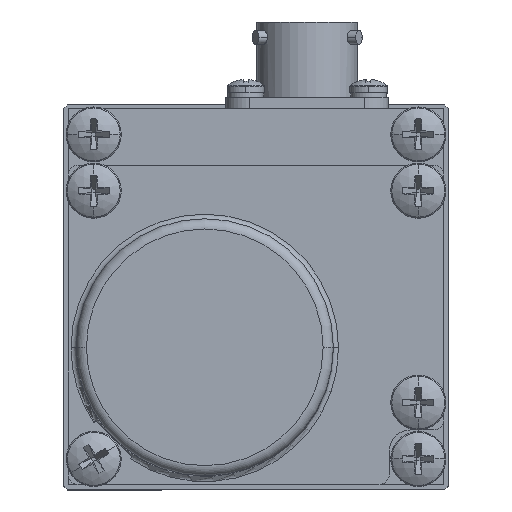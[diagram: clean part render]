
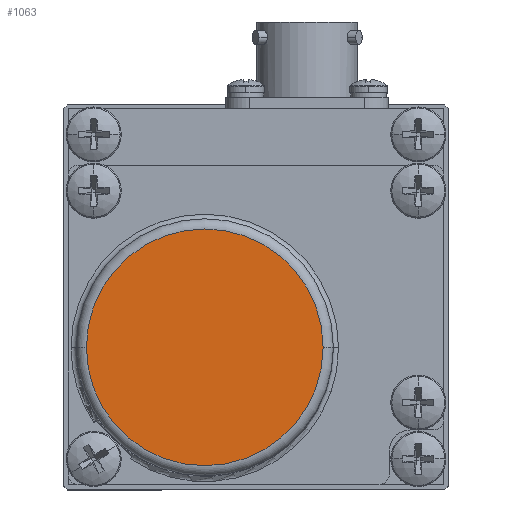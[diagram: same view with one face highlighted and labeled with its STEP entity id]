
A CAD part, top view. The second image highlights one B-rep face of the part: STEP entity #1063.
In plain terms, the highlighted planar face has unit normal (0, 0, 1).
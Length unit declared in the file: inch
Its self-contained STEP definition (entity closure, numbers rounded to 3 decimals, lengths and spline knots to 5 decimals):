
#706 = CARTESIAN_POINT ( 'NONE',  ( -0.3, -0.3, 5.82 ) ) ;
#1063 = ADVANCED_FACE ( 'NONE', ( #10004 ), #19971, .F. ) ;
#1304 = DIRECTION ( 'NONE',  ( 0., 0., -1. ) ) ;
#2284 = CARTESIAN_POINT ( 'NONE',  ( 0.393, -0.3, 5.82 ) ) ;
#2570 = DIRECTION ( 'NONE',  ( 1., 0., 0. ) ) ;
#4800 = EDGE_CURVE ( 'NONE', #23345, #5970, #10327, .T. ) ;
#5820 = EDGE_LOOP ( 'NONE', ( #15686, #16994 ) ) ;
#5970 = VERTEX_POINT ( 'NONE', #9781 ) ;
#9781 = CARTESIAN_POINT ( 'NONE',  ( -0.993, -0.3, 5.82 ) ) ;
#10004 = FACE_OUTER_BOUND ( 'NONE', #5820, .T. ) ;
#10218 = EDGE_CURVE ( 'NONE', #5970, #23345, #17027, .T. ) ;
#10327 = CIRCLE ( 'NONE', #20726, 0.693 ) ;
#10683 = DIRECTION ( 'NONE',  ( 1., 0., 0. ) ) ;
#12499 = CARTESIAN_POINT ( 'NONE',  ( -0.3, -0.3, 5.82 ) ) ;
#13762 = DIRECTION ( 'NONE',  ( 0., 0., -1. ) ) ;
#14375 = DIRECTION ( 'NONE',  ( 1., 0., 0. ) ) ;
#15686 = ORIENTED_EDGE ( 'NONE', *, *, #4800, .F. ) ;
#16220 = CARTESIAN_POINT ( 'NONE',  ( -0.993, -0.3, 5.82 ) ) ;
#16994 = ORIENTED_EDGE ( 'NONE', *, *, #10218, .F. ) ;
#17027 = CIRCLE ( 'NONE', #21498, 0.693 ) ;
#19971 = PLANE ( 'NONE',  #23939 ) ;
#20726 = AXIS2_PLACEMENT_3D ( 'NONE', #12499, #1304, #14375 ) ;
#21498 = AXIS2_PLACEMENT_3D ( 'NONE', #706, #13762, #2570 ) ;
#21874 = DIRECTION ( 'NONE',  ( 0., 0., -1. ) ) ;
#23345 = VERTEX_POINT ( 'NONE', #2284 ) ;
#23939 = AXIS2_PLACEMENT_3D ( 'NONE', #16220, #21874, #10683 ) ;
